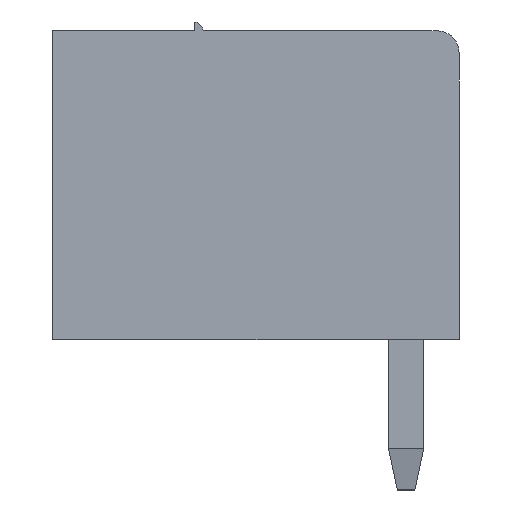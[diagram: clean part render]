
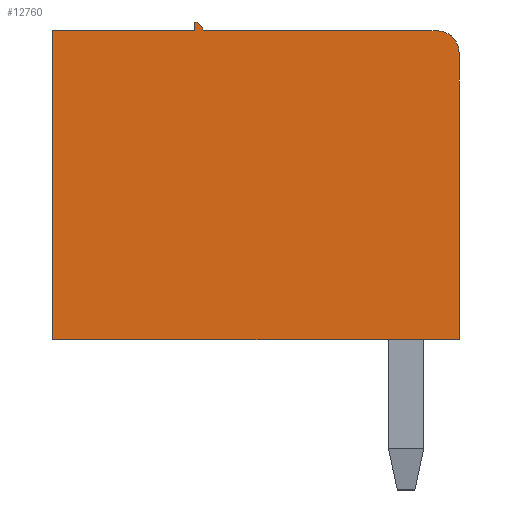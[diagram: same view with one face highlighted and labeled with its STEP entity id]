
A CAD part, left-side view. The second image highlights one B-rep face of the part: STEP entity #12760.
In plain terms, the highlighted planar face has unit normal (-1, 0, 0).
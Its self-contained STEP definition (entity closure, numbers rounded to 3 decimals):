
#421 = CARTESIAN_POINT ( 'NONE',  ( 0., 0.5, 7. ) ) ;
#577 = DIRECTION ( 'NONE',  ( 0., 0., -1. ) ) ;
#1410 = VERTEX_POINT ( 'NONE', #25466 ) ;
#1463 = CARTESIAN_POINT ( 'NONE',  ( 0., 0., 7. ) ) ;
#1562 = EDGE_CURVE ( 'NONE', #13914, #30187, #26125, .T. ) ;
#1711 = DIRECTION ( 'NONE',  ( 0., -1., 0. ) ) ;
#3004 = LINE ( 'NONE', #5956, #14057 ) ;
#4781 = DIRECTION ( 'NONE',  ( 0., 0., 1. ) ) ;
#5956 = CARTESIAN_POINT ( 'NONE',  ( 0., 9.2, 0. ) ) ;
#6399 = CARTESIAN_POINT ( 'NONE',  ( 0., 6., 7. ) ) ;
#7061 = VERTEX_POINT ( 'NONE', #421 ) ;
#7955 = CIRCLE ( 'NONE', #10952, 0.5 ) ;
#8102 = PLANE ( 'NONE',  #33666 ) ;
#9008 = CARTESIAN_POINT ( 'NONE',  ( 0., 6., 7. ) ) ;
#9581 = DIRECTION ( 'NONE',  ( 0., -1., 0. ) ) ;
#9771 = ORIENTED_EDGE ( 'NONE', *, *, #14054, .T. ) ;
#10763 = DIRECTION ( 'NONE',  ( -1., 0., 0. ) ) ;
#10909 = FACE_OUTER_BOUND ( 'NONE', #11950, .T. ) ;
#10952 = AXIS2_PLACEMENT_3D ( 'NONE', #27824, #10763, #22646 ) ;
#11088 = CARTESIAN_POINT ( 'NONE',  ( 0., 6., 7. ) ) ;
#11950 = EDGE_LOOP ( 'NONE', ( #23103, #23290, #32416, #9771, #31998, #33127, #12391, #26540 ) ) ;
#12169 = DIRECTION ( 'NONE',  ( 0., -1., 0. ) ) ;
#12391 = ORIENTED_EDGE ( 'NONE', *, *, #18476, .F. ) ;
#12760 = ADVANCED_FACE ( 'NONE', ( #10909 ), #8102, .F. ) ;
#13125 = EDGE_CURVE ( 'NONE', #36604, #7061, #7955, .T. ) ;
#13712 = CARTESIAN_POINT ( 'NONE',  ( 0., 5.8, 7. ) ) ;
#13914 = VERTEX_POINT ( 'NONE', #17470 ) ;
#14054 = EDGE_CURVE ( 'NONE', #36456, #29968, #19962, .T. ) ;
#14057 = VECTOR ( 'NONE', #12169, 1000. ) ;
#16934 = AXIS2_PLACEMENT_3D ( 'NONE', #11088, #25031, #19360 ) ;
#17037 = EDGE_CURVE ( 'NONE', #1410, #36604, #24536, .T. ) ;
#17392 = VECTOR ( 'NONE', #1711, 1000. ) ;
#17470 = CARTESIAN_POINT ( 'NONE',  ( 0., 9.2, 7. ) ) ;
#18476 = EDGE_CURVE ( 'NONE', #19063, #13914, #36770, .T. ) ;
#18549 = EDGE_CURVE ( 'NONE', #19063, #1410, #3004, .T. ) ;
#19063 = VERTEX_POINT ( 'NONE', #28496 ) ;
#19360 = DIRECTION ( 'NONE',  ( 0., 0., 1. ) ) ;
#19398 = CARTESIAN_POINT ( 'NONE',  ( 0., 0., 6.5 ) ) ;
#19664 = VECTOR ( 'NONE', #4781, 1000. ) ;
#19962 = CIRCLE ( 'NONE', #16934, 0.2 ) ;
#22585 = CARTESIAN_POINT ( 'NONE',  ( 0., 9.2, 7. ) ) ;
#22646 = DIRECTION ( 'NONE',  ( 0., 0., -1. ) ) ;
#23103 = ORIENTED_EDGE ( 'NONE', *, *, #17037, .T. ) ;
#23290 = ORIENTED_EDGE ( 'NONE', *, *, #13125, .T. ) ;
#24536 = LINE ( 'NONE', #1463, #19664 ) ;
#25031 = DIRECTION ( 'NONE',  ( -1., 0., 0. ) ) ;
#25375 = DIRECTION ( 'NONE',  ( 1., 0., 0. ) ) ;
#25466 = CARTESIAN_POINT ( 'NONE',  ( 0., 0., 0. ) ) ;
#26062 = VECTOR ( 'NONE', #33921, 1000. ) ;
#26125 = LINE ( 'NONE', #29260, #29751 ) ;
#26281 = LINE ( 'NONE', #9008, #27782 ) ;
#26540 = ORIENTED_EDGE ( 'NONE', *, *, #18549, .T. ) ;
#27782 = VECTOR ( 'NONE', #577, 1000. ) ;
#27824 = CARTESIAN_POINT ( 'NONE',  ( 0., 0.5, 6.5 ) ) ;
#28117 = CARTESIAN_POINT ( 'NONE',  ( 0., 9.2, 7. ) ) ;
#28496 = CARTESIAN_POINT ( 'NONE',  ( 0., 9.2, 0. ) ) ;
#29260 = CARTESIAN_POINT ( 'NONE',  ( 0., 9.2, 7. ) ) ;
#29751 = VECTOR ( 'NONE', #9581, 1000. ) ;
#29968 = VERTEX_POINT ( 'NONE', #34355 ) ;
#30126 = DIRECTION ( 'NONE',  ( 0., 0., -1. ) ) ;
#30147 = CARTESIAN_POINT ( 'NONE',  ( 0., 9.2, 7. ) ) ;
#30187 = VERTEX_POINT ( 'NONE', #6399 ) ;
#31673 = EDGE_CURVE ( 'NONE', #36456, #7061, #33339, .T. ) ;
#31998 = ORIENTED_EDGE ( 'NONE', *, *, #36373, .T. ) ;
#32416 = ORIENTED_EDGE ( 'NONE', *, *, #31673, .F. ) ;
#33127 = ORIENTED_EDGE ( 'NONE', *, *, #1562, .F. ) ;
#33339 = LINE ( 'NONE', #30147, #17392 ) ;
#33666 = AXIS2_PLACEMENT_3D ( 'NONE', #28117, #25375, #30126 ) ;
#33921 = DIRECTION ( 'NONE',  ( 0., 0., 1. ) ) ;
#34355 = CARTESIAN_POINT ( 'NONE',  ( 0., 6., 7.2 ) ) ;
#36373 = EDGE_CURVE ( 'NONE', #29968, #30187, #26281, .T. ) ;
#36456 = VERTEX_POINT ( 'NONE', #13712 ) ;
#36604 = VERTEX_POINT ( 'NONE', #19398 ) ;
#36770 = LINE ( 'NONE', #22585, #26062 ) ;
